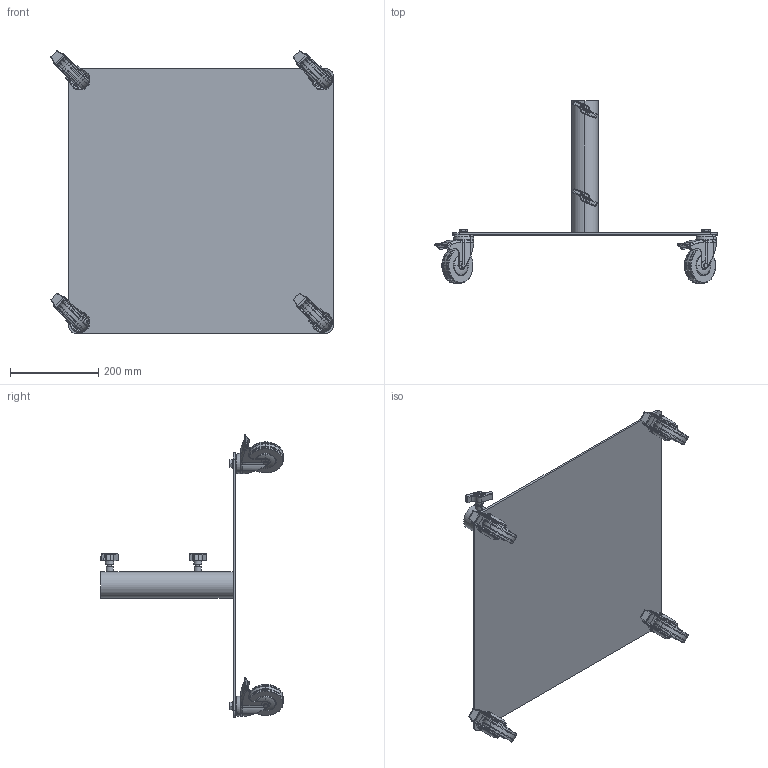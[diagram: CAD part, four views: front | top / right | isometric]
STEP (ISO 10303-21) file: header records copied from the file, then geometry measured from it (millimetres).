
FILE_DESCRIPTION (( 'STEP AP203' ), '1' );
FILE_NAME ('T54260.STEP', '2018-08-01T13:01:48', ( '' ), ( '' ), 'SwSTEP 2.0', 'SolidWorks 2016', '' );
FILE_SCHEMA (( 'CONFIG_CONTROL_DESIGN' ));
Length unit declared in the file: millimetre
Products named in the file (11): TH2218; S3141; T54260; Hex Bolt_ISO 4016 - M10 x 30 x 30-WS; SW3dPS-nyloc nut, st stl a2 iso_M10 NYLOC; TH3779; TH1633; TH1632; Doughty Knob_S0141; TH691; B Washer_Bright washer BS 4320 - M10 (Form B)
Assembly tree (28 placements, depth 4):
  T54260
    TH1633
      TH1632
      TH691
        TH3779
        TH2218  x2
    S3141  x4
    Hex Bolt_ISO 4016 - M10 x 30 x 30-WS  x4
    SW3dPS-nyloc nut, st stl a2 iso_M10 NYLOC  x4
    Doughty Knob_S0141  x2
    B Washer_Bright washer BS 4320 - M10 (Form B)  x8
Bounding box: 640.58 x 413.92 x 640.58 mm (x, y, z)
Volume: 2658574.7 mm3; surface area: 1038035.5 mm2
Topology: 34 solids, 34 shells, 1748 faces, 4298 edges, 2680 vertices
Faces by surface type: cylinder 576, plane 472, cone 468, torus 208, sphere 16, bspline 8
Entity records: 18006 total; most frequent: CARTESIAN_POINT 3592, DIRECTION 2895, ORIENTED_EDGE 2588, EDGE_CURVE 1294, AXIS2_PLACEMENT_3D 1168, VERTEX_POINT 813, CIRCLE 617, EDGE_LOOP 563
